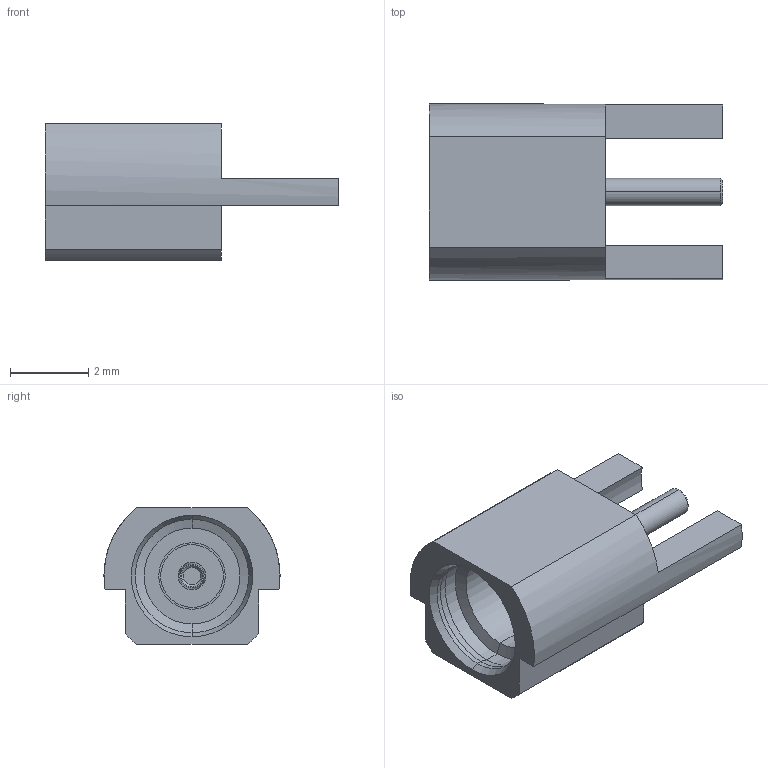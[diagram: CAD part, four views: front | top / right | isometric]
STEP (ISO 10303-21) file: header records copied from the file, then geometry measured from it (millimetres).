
FILE_DESCRIPTION (( 'STEP AP203' ), '1' );
FILE_NAME ('MMFS100000-A75.STEP', '2025-03-11T06:41:57', ( '' ), ( '' ), 'SwSTEP 2.0', 'SolidWorks 2022', '' );
FILE_SCHEMA (( 'CONFIG_CONTROL_DESIGN' ));
Length unit declared in the file: millimetre
Products named in the file (1): MMFS100000-A75
Bounding box: 7.5 x 4.5 x 3.5 mm (x, y, z)
Volume: 49.8 mm3; surface area: 143.5 mm2
Topology: 1 solids, 1 shells, 63 faces, 146 edges, 93 vertices
Faces by surface type: plane 24, cylinder 23, cone 16
Entity records: 1882 total; most frequent: CARTESIAN_POINT 339, DIRECTION 327, ORIENTED_EDGE 292, EDGE_CURVE 146, AXIS2_PLACEMENT_3D 129, VERTEX_POINT 93, EDGE_LOOP 71, VECTOR 69
